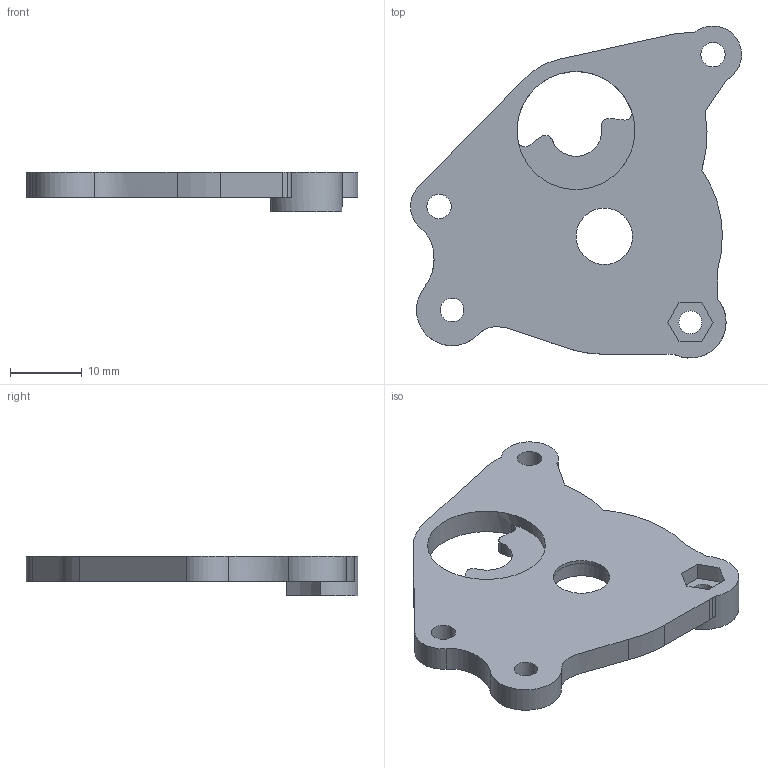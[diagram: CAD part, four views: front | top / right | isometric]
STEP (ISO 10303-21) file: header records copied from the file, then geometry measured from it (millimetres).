
FILE_DESCRIPTION(/* description */ (''),/* implementation_level */ '2;1');
FILE_NAME(/* name */ 'HextrudORT_BACKPLATE_DUMMY.step',/* time_stamp */ '2021-08-27T08:00:32+03:00',/* author */ (''),/* organization */ (''),/* preprocessor_version */ 'ST-DEVELOPER v18.1',/* originating_system */ 'Autodesk Translation Framework v10.9.0.1377',/* authorisation */ '');
FILE_SCHEMA (('AUTOMOTIVE_DESIGN { 1 0 10303 214 3 1 1 }'));
Length unit declared in the file: millimetre
Products named in the file (1): HextrudORT_BACKPLATE_DUMMY
Bounding box: 46.3 x 46.43 x 5.5 mm (x, y, z)
Volume: 4311.7 mm3; surface area: 3848.1 mm2
Topology: 1 solids, 1 shells, 48 faces, 135 edges, 90 vertices
Faces by surface type: cylinder 27, plane 19, bspline 2
Full cylindrical faces by diameter (mm): 3.2 x1, 3.3 x1, 3.4 x2, 7.9 x1, 8.5 x1, 16.5 x1
Entity records: 1998 total; most frequent: CARTESIAN_POINT 641, DIRECTION 287, ORIENTED_EDGE 270, EDGE_CURVE 135, AXIS2_PLACEMENT_3D 109, VERTEX_POINT 90, LINE 69, VECTOR 69
